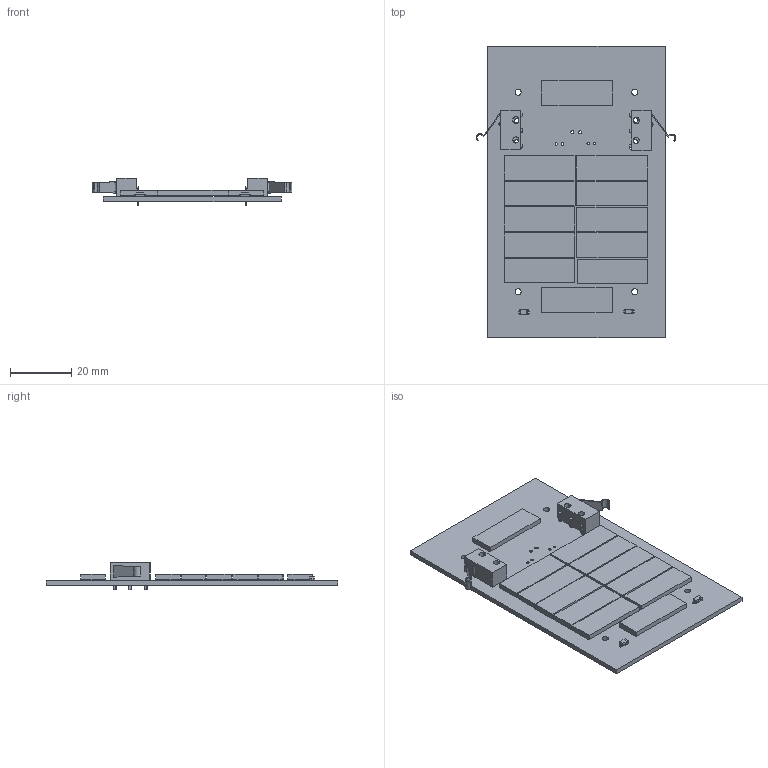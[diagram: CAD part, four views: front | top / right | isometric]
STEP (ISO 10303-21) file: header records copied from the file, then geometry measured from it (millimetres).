
FILE_DESCRIPTION(('KiCad electronic assembly'),'2;1');
FILE_NAME('PanelD-v1.0.0.step','2022-07-05T10:32:44',('An Author'),( 'A Company'),'Open CASCADE STEP processor 6.8', 'KiCad to STEP converter','Unknown');
FILE_SCHEMA(('AUTOMOTIVE_DESIGN_CC2 { 1 2 10303 214 -1 1 5 4 }'));
Length unit declared in the file: millimetre
Products named in the file (10): Open CASCADE STEP translator 6.8 1; D_SOD-123; SOLID; D2F-L3-A-Modified_v1; COMPOUND; D2F-L3-A1-Modified_v1; KXOB25-05X3F
Assembly tree (21 placements, depth 3):
  Open CASCADE STEP translator 6.8 1
    D_SOD-123  x2
      SOLID
    D2F-L3-A-Modified_v1
      COMPOUND
    D2F-L3-A1-Modified_v1
      COMPOUND
    KXOB25-05X3F  x12
      SOLID
    COMPOUND
Bounding box: 65.15 x 95 x 8.8 mm (x, y, z)
Volume: 13314.1 mm3; surface area: 18525.2 mm2
Topology: 19 solids, 19 shells, 422 faces, 1050 edges, 676 vertices
Faces by surface type: plane 322, bspline 52, cylinder 48
Full cylindrical faces by diameter (mm): 0.8 x4, 1 x8, 1.5 x4, 2 x6
Entity records: 16175 total; most frequent: CARTESIAN_POINT 5595, DIRECTION 1726, LINE 1160, VECTOR 1160, ORIENTED_EDGE 996, PCURVE 996, DEFINITIONAL_REPRESENTATION 996, EDGE_CURVE 498
